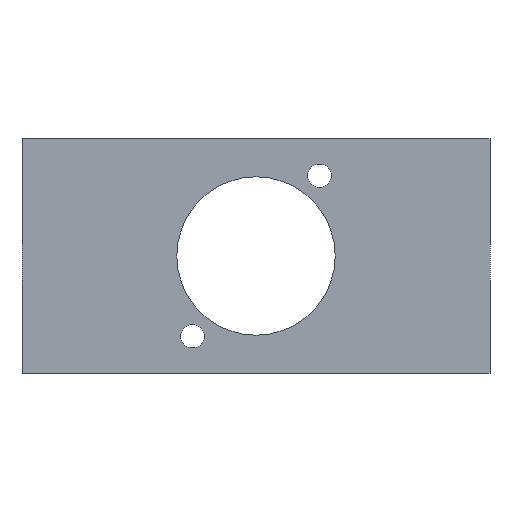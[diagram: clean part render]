
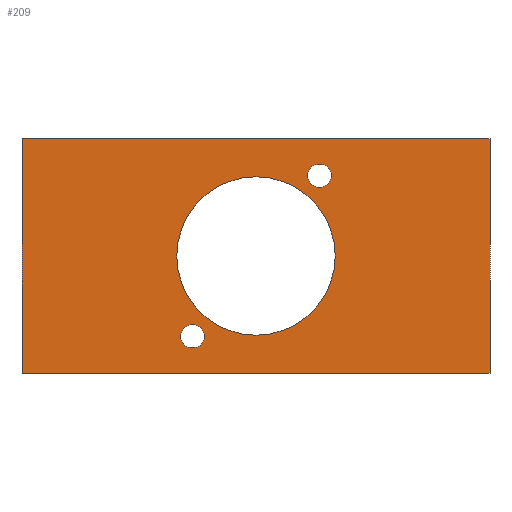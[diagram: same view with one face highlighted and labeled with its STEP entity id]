
A CAD part, front view. The second image highlights one B-rep face of the part: STEP entity #209.
In plain terms, the highlighted planar face has unit normal (0, -1, 0).
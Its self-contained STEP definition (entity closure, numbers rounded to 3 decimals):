
#15=FACE_BOUND('',#43,.T.);
#16=FACE_BOUND('',#44,.T.);
#17=FACE_BOUND('',#45,.T.);
#21=PLANE('',#226);
#31=FACE_OUTER_BOUND('',#42,.T.);
#42=EDGE_LOOP('',(#158,#159,#160,#161));
#43=EDGE_LOOP('',(#162));
#44=EDGE_LOOP('',(#163));
#45=EDGE_LOOP('',(#164));
#59=LINE('',#310,#80);
#60=LINE('',#312,#81);
#61=LINE('',#314,#82);
#62=LINE('',#315,#83);
#80=VECTOR('',#255,10.);
#81=VECTOR('',#256,10.);
#82=VECTOR('',#257,10.);
#83=VECTOR('',#258,10.);
#100=CIRCLE('',#222,1.75);
#102=CIRCLE('',#225,1.75);
#103=CIRCLE('',#227,11.85);
#106=VERTEX_POINT('',#298);
#108=VERTEX_POINT('',#304);
#109=VERTEX_POINT('',#308);
#110=VERTEX_POINT('',#309);
#111=VERTEX_POINT('',#311);
#112=VERTEX_POINT('',#313);
#113=VERTEX_POINT('',#316);
#125=EDGE_CURVE('',#106,#106,#100,.T.);
#128=EDGE_CURVE('',#108,#108,#102,.T.);
#129=EDGE_CURVE('',#109,#110,#59,.T.);
#130=EDGE_CURVE('',#111,#110,#60,.T.);
#131=EDGE_CURVE('',#111,#112,#61,.T.);
#132=EDGE_CURVE('',#109,#112,#62,.T.);
#133=EDGE_CURVE('',#113,#113,#103,.T.);
#158=ORIENTED_EDGE('',*,*,#129,.T.);
#159=ORIENTED_EDGE('',*,*,#130,.F.);
#160=ORIENTED_EDGE('',*,*,#131,.T.);
#161=ORIENTED_EDGE('',*,*,#132,.F.);
#162=ORIENTED_EDGE('',*,*,#125,.T.);
#163=ORIENTED_EDGE('',*,*,#128,.T.);
#164=ORIENTED_EDGE('',*,*,#133,.F.);
#209=ADVANCED_FACE('',(#31,#15,#16,#17),#21,.F.);
#222=AXIS2_PLACEMENT_3D('',#300,#244,#245);
#225=AXIS2_PLACEMENT_3D('',#306,#251,#252);
#226=AXIS2_PLACEMENT_3D('',#307,#253,#254);
#227=AXIS2_PLACEMENT_3D('',#317,#259,#260);
#244=DIRECTION('center_axis',(0.,1.,0.));
#245=DIRECTION('ref_axis',(0.,0.,1.));
#251=DIRECTION('center_axis',(0.,1.,0.));
#252=DIRECTION('ref_axis',(0.,0.,1.));
#253=DIRECTION('center_axis',(0.,1.,0.));
#254=DIRECTION('ref_axis',(1.,0.,0.));
#255=DIRECTION('',(0.,0.,1.));
#256=DIRECTION('',(1.,0.,0.));
#257=DIRECTION('',(0.,0.,-1.));
#258=DIRECTION('',(-1.,0.,0.));
#259=DIRECTION('center_axis',(0.,-1.,0.));
#260=DIRECTION('ref_axis',(0.,0.,-1.));
#298=CARTESIAN_POINT('',(185.5,180.,3.75));
#300=CARTESIAN_POINT('Origin',(185.5,180.,5.5));
#304=CARTESIAN_POINT('',(204.5,180.,27.75));
#306=CARTESIAN_POINT('Origin',(204.5,180.,29.5));
#307=CARTESIAN_POINT('Origin',(149.,180.,35.));
#308=CARTESIAN_POINT('',(230.,180.,0.));
#309=CARTESIAN_POINT('',(230.,180.,35.));
#310=CARTESIAN_POINT('',(230.,180.,35.));
#311=CARTESIAN_POINT('',(160.,180.,35.));
#312=CARTESIAN_POINT('',(172.,180.,35.));
#313=CARTESIAN_POINT('',(160.,180.,0.));
#314=CARTESIAN_POINT('',(160.,180.,17.5));
#315=CARTESIAN_POINT('',(172.,180.,0.));
#316=CARTESIAN_POINT('',(195.,180.,29.35));
#317=CARTESIAN_POINT('Origin',(195.,180.,17.5));
